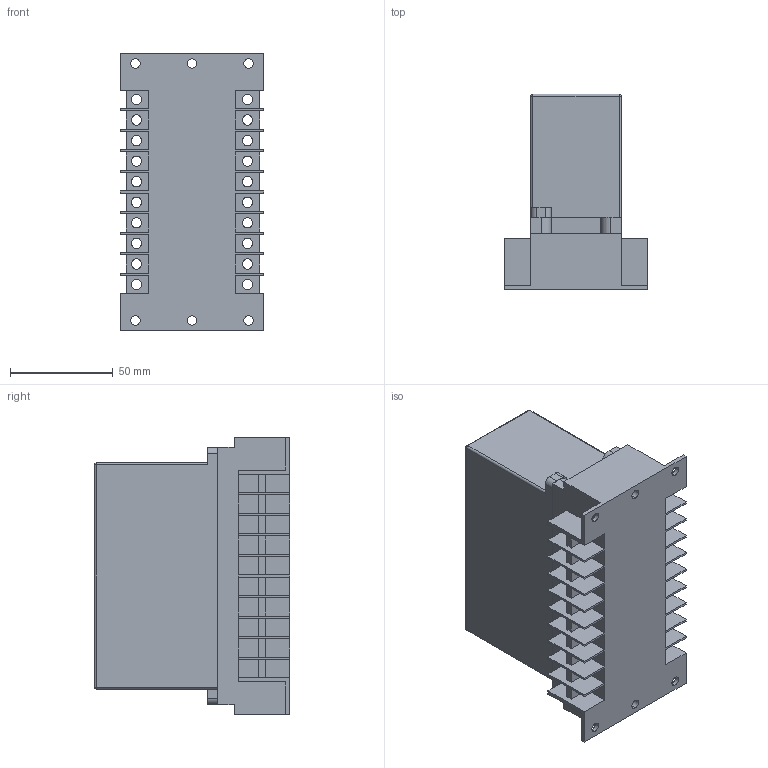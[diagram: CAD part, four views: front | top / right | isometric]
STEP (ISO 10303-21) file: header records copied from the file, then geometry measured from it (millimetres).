
FILE_DESCRIPTION (( 'STEP AP214' ), '1' );
FILE_NAME ('栖闉罻 謥錼 疪40.STEP', '2021-12-08T10:07:48', ( '' ), ( '' ), 'SwSTEP 2.0', 'SolidWorks 2016', '' );
FILE_SCHEMA (( 'AUTOMOTIVE_DESIGN' ));
Length unit declared in the file: millimetre
Products named in the file (3): ﾎ魵瑙韃 ﾏﾝ40-ﾏﾝ46; 栖闉罻 謥錼 疪40; 署赅 陷40
Assembly tree (2 placements, depth 2):
  栖闉罻 謥錼 疪40
    ﾎ魵瑙韃 ﾏﾝ40-ﾏﾝ46
    署赅 陷40
Bounding box: 70 x 95 x 135 mm (x, y, z)
Volume: 251473.1 mm3; surface area: 91967.6 mm2
Topology: 2 solids, 2 shells, 323 faces, 911 edges, 594 vertices
Faces by surface type: plane 238, cylinder 81, sphere 4
Entity records: 10529 total; most frequent: CARTESIAN_POINT 1829, ORIENTED_EDGE 1814, DIRECTION 1725, EDGE_CURVE 907, VECTOR 745, LINE 745, VERTEX_POINT 594, AXIS2_PLACEMENT_3D 490
